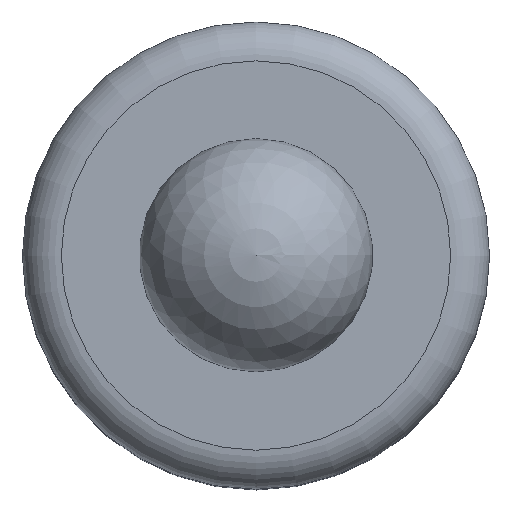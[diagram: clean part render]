
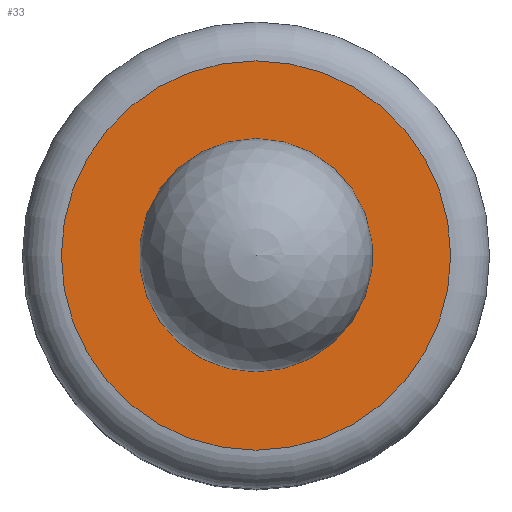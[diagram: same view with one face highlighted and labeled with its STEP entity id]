
A CAD part, top view. The second image highlights one B-rep face of the part: STEP entity #33.
In plain terms, the highlighted planar face has unit normal (0, 0, 1).
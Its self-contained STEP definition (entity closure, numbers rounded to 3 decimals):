
#33 = ADVANCED_FACE( '', ( #66, #67 ), #68, .F. );
#66 = FACE_OUTER_BOUND( '', #100, .T. );
#67 = FACE_BOUND( '', #101, .T. );
#68 = PLANE( '', #102 );
#100 = EDGE_LOOP( '', ( #130 ) );
#101 = EDGE_LOOP( '', ( #131 ) );
#102 = AXIS2_PLACEMENT_3D( '', #132, #133, #134 );
#130 = ORIENTED_EDGE( '', *, *, #165, .T. );
#131 = ORIENTED_EDGE( '', *, *, #168, .T. );
#132 = CARTESIAN_POINT( '', ( 0., 0., 2.85 ) );
#133 = DIRECTION( '', ( 0., 0., -1. ) );
#134 = DIRECTION( '', ( -1., 0., 0. ) );
#165 = EDGE_CURVE( '', #179, #179, #180, .F. );
#168 = EDGE_CURVE( '', #184, #184, #185, .T. );
#179 = VERTEX_POINT( '', #198 );
#180 = CIRCLE( '', #199, 2.5 );
#184 = VERTEX_POINT( '', #203 );
#185 = CIRCLE( '', #204, 0.949 );
#198 = CARTESIAN_POINT( '', ( -2.5, 0., 2.85 ) );
#199 = AXIS2_PLACEMENT_3D( '', #216, #217, #218 );
#203 = CARTESIAN_POINT( '', ( -0.949, 0., 2.85 ) );
#204 = AXIS2_PLACEMENT_3D( '', #222, #223, #224 );
#216 = CARTESIAN_POINT( '', ( 0., 0., 2.85 ) );
#217 = DIRECTION( '', ( 0., 0., -1. ) );
#218 = DIRECTION( '', ( -1., 0., 0. ) );
#222 = CARTESIAN_POINT( '', ( 0., 0., 2.85 ) );
#223 = DIRECTION( '', ( 0., 0., -1. ) );
#224 = DIRECTION( '', ( -1., 0., 0. ) );
